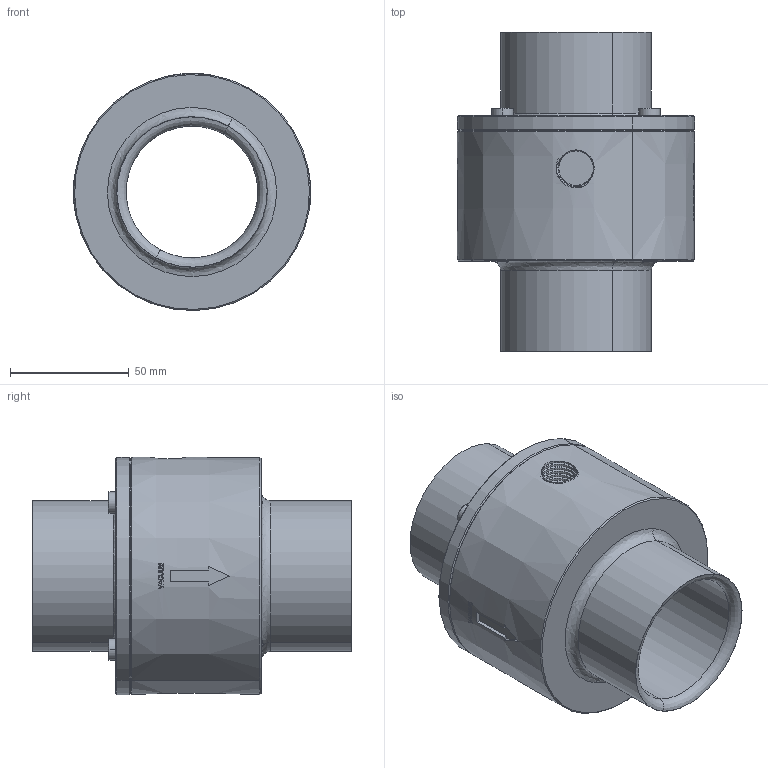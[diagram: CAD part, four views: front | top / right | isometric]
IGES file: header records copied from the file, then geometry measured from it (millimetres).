
Start section: START RECORD GO HERE.
Global section: file name: 30005S_Mod.igs; native system: DASSAULT SYSTEMES CATIA V5 R20 - www.3ds.com; preprocessor: CATIA Version 5 Release 20 ; author: DESIGNENG; organization: DESIGNENG; date: 20150507.122201; units: millimetre
Bounding box: 99.99 x 134.45 x 99.99 mm (x, y, z)
Volume: 374486.6 mm3; surface area: 70174 mm2
Topology: 1 solids, 1 shells, 661 faces, 1825 edges, 1206 vertices
Faces by surface type: plane 302, extrusion 266, revolution 65, bspline 28
